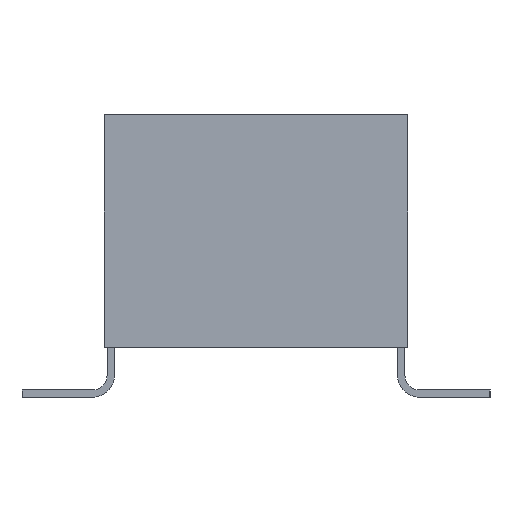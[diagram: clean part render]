
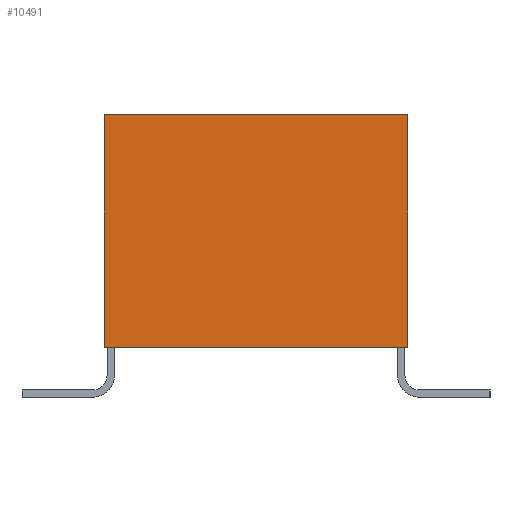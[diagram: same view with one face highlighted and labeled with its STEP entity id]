
A CAD part, left-side view. The second image highlights one B-rep face of the part: STEP entity #10491.
In plain terms, the highlighted planar face has unit normal (-1, 0, 0).
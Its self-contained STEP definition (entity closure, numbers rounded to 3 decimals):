
#10087=CARTESIAN_POINT('',(-4.712,-1.27,0.417));
#10086=VERTEX_POINT('',#10087);
#10105=CARTESIAN_POINT('',(-4.712,-1.27,2.362));
#10104=VERTEX_POINT('',#10105);
#10113=EDGE_CURVE('',#10086,#10104,#10118,.T.);
#10118=LINE('',#10087,#10120);
#10120=VECTOR('',#10121,1.946);
#10121=DIRECTION('',(0.0,0.0,1.0));
#10134=CARTESIAN_POINT('',(-4.712,1.27,0.417));
#10133=VERTEX_POINT('',#10134);
#10144=CARTESIAN_POINT('',(-4.712,1.27,2.362));
#10143=VERTEX_POINT('',#10144);
#10142=EDGE_CURVE('',#10143,#10133,#10147,.T.);
#10147=LINE('',#10144,#10149);
#10149=VECTOR('',#10150,1.946);
#10150=DIRECTION('',(0.0,0.0,-1.0));
#10213=EDGE_CURVE('',#10104,#10143,#10218,.T.);
#10218=LINE('',#10105,#10220);
#10220=VECTOR('',#10221,2.54);
#10221=DIRECTION('',(0.0,1.0,0.0));
#10328=EDGE_CURVE('',#10133,#10086,#10333,.T.);
#10333=LINE('',#10134,#10335);
#10335=VECTOR('',#10336,2.54);
#10336=DIRECTION('',(0.0,-1.0,0.0));
#10491=ADVANCED_FACE('',(#10497),#10492,.T.);
#10492=PLANE('',#10493);
#10493=AXIS2_PLACEMENT_3D('',#10494,#10495,#10496);
#10494=CARTESIAN_POINT('',(-4.712,-1.27,2.362));
#10495=DIRECTION('',(-1.0,0.0,0.0));
#10496=DIRECTION('',(0.,0.,1.));
#10497=FACE_OUTER_BOUND('',#10498,.T.);
#10498=EDGE_LOOP('',(#10499,#10509,#10519,#10529));
#10499=ORIENTED_EDGE('',*,*,#10213,.T.);
#10509=ORIENTED_EDGE('',*,*,#10142,.T.);
#10519=ORIENTED_EDGE('',*,*,#10328,.T.);
#10529=ORIENTED_EDGE('',*,*,#10113,.T.);
